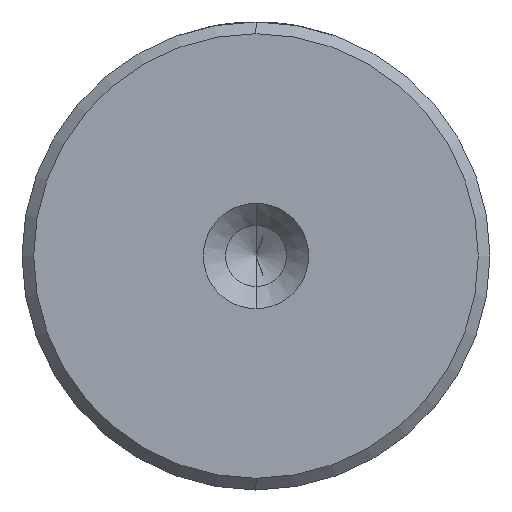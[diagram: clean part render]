
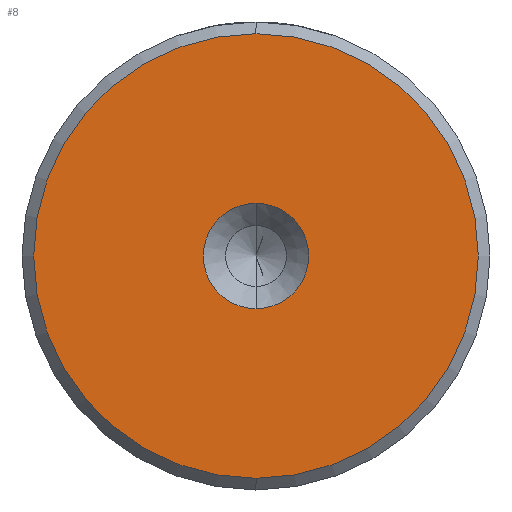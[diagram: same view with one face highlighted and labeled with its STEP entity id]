
A CAD part, left-side view. The second image highlights one B-rep face of the part: STEP entity #8.
In plain terms, the highlighted planar face has unit normal (-1, 0, 0).
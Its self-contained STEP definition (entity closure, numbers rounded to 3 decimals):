
#8 = ADVANCED_FACE ( 'NONE', ( #1678, #1156 ), #576, .T. ) ;
#39 = EDGE_LOOP ( 'NONE', ( #1120, #938 ) ) ;
#56 = DIRECTION ( 'NONE',  ( 0., 0., 1. ) ) ;
#194 = DIRECTION ( 'NONE',  ( 0., 0., 1. ) ) ;
#220 = CARTESIAN_POINT ( 'NONE',  ( 0., 0., 9.5 ) ) ;
#228 = DIRECTION ( 'NONE',  ( -1., 0., 0. ) ) ;
#240 = CARTESIAN_POINT ( 'NONE',  ( 0., 0., 0. ) ) ;
#404 = EDGE_LOOP ( 'NONE', ( #586, #1554 ) ) ;
#405 = CARTESIAN_POINT ( 'NONE',  ( 0., 0., 2.25 ) ) ;
#408 = CARTESIAN_POINT ( 'NONE',  ( 0., 0., 0. ) ) ;
#451 = EDGE_CURVE ( 'NONE', #1178, #989, #1134, .T. ) ;
#529 = VERTEX_POINT ( 'NONE', #405 ) ;
#540 = EDGE_CURVE ( 'NONE', #989, #1178, #573, .T. ) ;
#573 = CIRCLE ( 'NONE', #2038, 9.5 ) ;
#576 = PLANE ( 'NONE',  #1985 ) ;
#583 = EDGE_CURVE ( 'NONE', #529, #2196, #1834, .T. ) ;
#586 = ORIENTED_EDGE ( 'NONE', *, *, #583, .F. ) ;
#641 = CARTESIAN_POINT ( 'NONE',  ( 0., 0., 0. ) ) ;
#699 = DIRECTION ( 'NONE',  ( -1., 0., 0. ) ) ;
#704 = EDGE_CURVE ( 'NONE', #2196, #529, #1728, .T. ) ;
#724 = AXIS2_PLACEMENT_3D ( 'NONE', #240, #228, #56 ) ;
#799 = CARTESIAN_POINT ( 'NONE',  ( 0., 0., -9.5 ) ) ;
#938 = ORIENTED_EDGE ( 'NONE', *, *, #451, .T. ) ;
#989 = VERTEX_POINT ( 'NONE', #799 ) ;
#1120 = ORIENTED_EDGE ( 'NONE', *, *, #540, .T. ) ;
#1134 = CIRCLE ( 'NONE', #1685, 9.5 ) ;
#1156 = FACE_BOUND ( 'NONE', #404, .T. ) ;
#1178 = VERTEX_POINT ( 'NONE', #220 ) ;
#1457 = CARTESIAN_POINT ( 'NONE',  ( 0., 0., -2.25 ) ) ;
#1527 = AXIS2_PLACEMENT_3D ( 'NONE', #641, #2191, #2011 ) ;
#1554 = ORIENTED_EDGE ( 'NONE', *, *, #704, .F. ) ;
#1607 = DIRECTION ( 'NONE',  ( 0., 0., 1. ) ) ;
#1617 = DIRECTION ( 'NONE',  ( -1., 0., 0. ) ) ;
#1628 = CARTESIAN_POINT ( 'NONE',  ( 0., 0., 0. ) ) ;
#1663 = DIRECTION ( 'NONE',  ( 0., 0., 1. ) ) ;
#1678 = FACE_OUTER_BOUND ( 'NONE', #39, .T. ) ;
#1683 = DIRECTION ( 'NONE',  ( -1., 0., 0. ) ) ;
#1685 = AXIS2_PLACEMENT_3D ( 'NONE', #1691, #1683, #1663 ) ;
#1691 = CARTESIAN_POINT ( 'NONE',  ( 0., 0., 0. ) ) ;
#1728 = CIRCLE ( 'NONE', #1527, 2.25 ) ;
#1834 = CIRCLE ( 'NONE', #724, 2.25 ) ;
#1985 = AXIS2_PLACEMENT_3D ( 'NONE', #408, #699, #194 ) ;
#2011 = DIRECTION ( 'NONE',  ( 0., 0., 1. ) ) ;
#2038 = AXIS2_PLACEMENT_3D ( 'NONE', #1628, #1617, #1607 ) ;
#2191 = DIRECTION ( 'NONE',  ( -1., 0., 0. ) ) ;
#2196 = VERTEX_POINT ( 'NONE', #1457 ) ;
